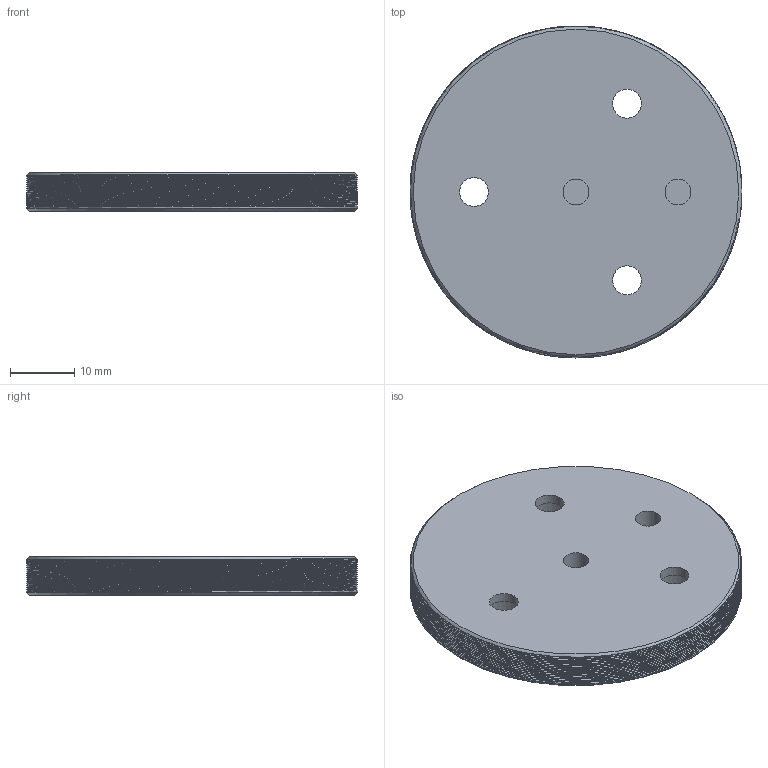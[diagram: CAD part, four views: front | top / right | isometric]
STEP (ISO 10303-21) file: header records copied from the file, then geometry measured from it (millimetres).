
FILE_DESCRIPTION (( 'STEP AP203' ), '1' );
FILE_NAME ('522401.STEP', '2022-06-07T07:44:19', ( '' ), ( '' ), 'SwSTEP 2.0', 'SolidWorks 2020', '' );
FILE_SCHEMA (( 'CONFIG_CONTROL_DESIGN' ));
Length unit declared in the file: millimetre
Products named in the file (1): 522401
Bounding box: 51.69 x 51.69 x 6 mm (x, y, z)
Volume: 11287.9 mm3; surface area: 6000.8 mm2
Topology: 1 solids, 1 shells, 26 faces, 48 edges, 31 vertices
Faces by surface type: cylinder 11, plane 10, bspline 3, cone 2
Full cylindrical faces by diameter (mm): 1.5 x2, 4 x2, 4.5 x3, 8 x3
Entity records: 3808 total; most frequent: CARTESIAN_POINT 3258, DIRECTION 100, ORIENTED_EDGE 70, EDGE_LOOP 51, AXIS2_PLACEMENT_3D 48, FACE_OUTER_BOUND 36, EDGE_CURVE 35, VERTEX_POINT 30
